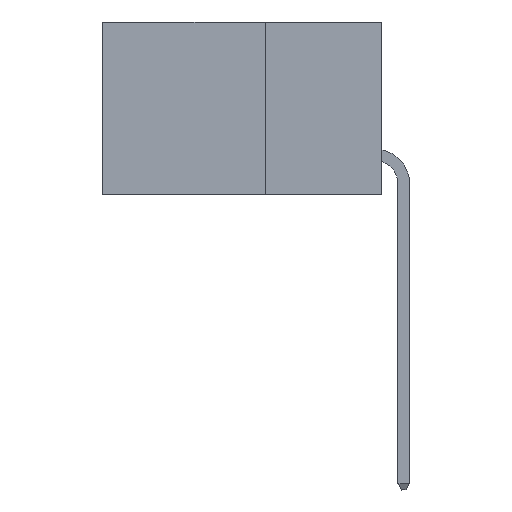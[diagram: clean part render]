
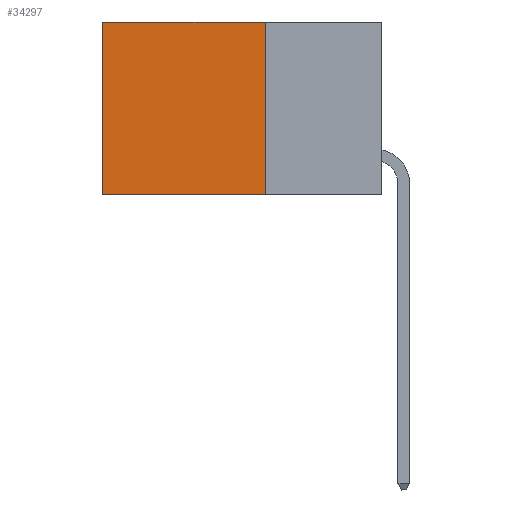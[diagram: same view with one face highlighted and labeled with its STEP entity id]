
A CAD part, left-side view. The second image highlights one B-rep face of the part: STEP entity #34297.
In plain terms, the highlighted planar face has unit normal (-1, 0, 0).
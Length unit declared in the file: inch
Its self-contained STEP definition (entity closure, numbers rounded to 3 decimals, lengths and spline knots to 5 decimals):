
#1776 = VERTEX_POINT ( 'NONE', #6031 ) ;
#3714 = FACE_OUTER_BOUND ( 'NONE', #16565, .T. ) ;
#3811 = EDGE_CURVE ( 'NONE', #1776, #29300, #32822, .T. ) ;
#4948 = ORIENTED_EDGE ( 'NONE', *, *, #8664, .F. ) ;
#5226 = ORIENTED_EDGE ( 'NONE', *, *, #20782, .T. ) ;
#5686 = CARTESIAN_POINT ( 'NONE',  ( 0.2875, 0.6, 0. ) ) ;
#6031 = CARTESIAN_POINT ( 'NONE',  ( 0.2875, 0.25, 0. ) ) ;
#8664 = EDGE_CURVE ( 'NONE', #1776, #18230, #14863, .T. ) ;
#10052 = PLANE ( 'NONE',  #22569 ) ;
#12715 = VECTOR ( 'NONE', #32126, 39.37008 ) ;
#13095 = CARTESIAN_POINT ( 'NONE',  ( 0.2875, 0.25, -0.37 ) ) ;
#14863 = LINE ( 'NONE', #34181, #23560 ) ;
#15354 = CARTESIAN_POINT ( 'NONE',  ( 0.2875, 0.25, 0. ) ) ;
#15749 = DIRECTION ( 'NONE',  ( 0., 1., 0. ) ) ;
#16565 = EDGE_LOOP ( 'NONE', ( #5226, #22540, #4948, #32860 ) ) ;
#18230 = VERTEX_POINT ( 'NONE', #34622 ) ;
#19234 = CARTESIAN_POINT ( 'NONE',  ( 0.2875, 0.25, 0. ) ) ;
#19488 = CARTESIAN_POINT ( 'NONE',  ( 0.2875, 0.6, -0.37 ) ) ;
#20782 = EDGE_CURVE ( 'NONE', #29300, #26900, #34193, .T. ) ;
#22540 = ORIENTED_EDGE ( 'NONE', *, *, #30052, .F. ) ;
#22569 = AXIS2_PLACEMENT_3D ( 'NONE', #19234, #27900, #33531 ) ;
#22625 = VECTOR ( 'NONE', #15749, 39.37008 ) ;
#23553 = LINE ( 'NONE', #13095, #22625 ) ;
#23560 = VECTOR ( 'NONE', #34308, 39.37008 ) ;
#26846 = DIRECTION ( 'NONE',  ( 0., 1., 0. ) ) ;
#26900 = VERTEX_POINT ( 'NONE', #19488 ) ;
#27900 = DIRECTION ( 'NONE',  ( 1., 0., 0. ) ) ;
#28223 = VECTOR ( 'NONE', #26846, 39.37008 ) ;
#29175 = CARTESIAN_POINT ( 'NONE',  ( 0.2875, 0.6, 0. ) ) ;
#29300 = VERTEX_POINT ( 'NONE', #5686 ) ;
#30052 = EDGE_CURVE ( 'NONE', #18230, #26900, #23553, .T. ) ;
#32126 = DIRECTION ( 'NONE',  ( 0., 0., -1. ) ) ;
#32822 = LINE ( 'NONE', #15354, #28223 ) ;
#32860 = ORIENTED_EDGE ( 'NONE', *, *, #3811, .T. ) ;
#33531 = DIRECTION ( 'NONE',  ( 0., 0., -1. ) ) ;
#34181 = CARTESIAN_POINT ( 'NONE',  ( 0.2875, 0.25, 0. ) ) ;
#34193 = LINE ( 'NONE', #29175, #12715 ) ;
#34297 = ADVANCED_FACE ( 'NONE', ( #3714 ), #10052, .F. ) ;
#34308 = DIRECTION ( 'NONE',  ( 0., 0., -1. ) ) ;
#34622 = CARTESIAN_POINT ( 'NONE',  ( 0.2875, 0.25, -0.37 ) ) ;
